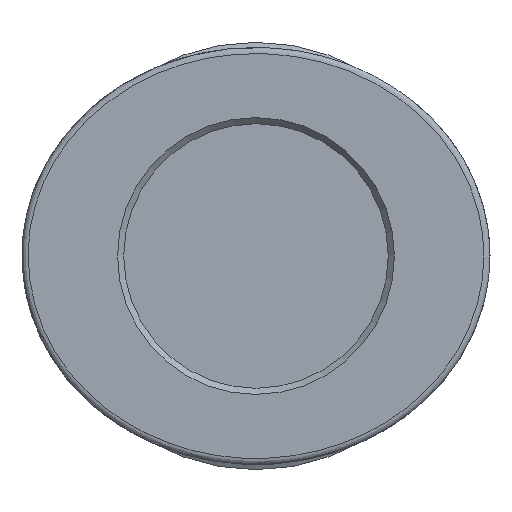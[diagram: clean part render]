
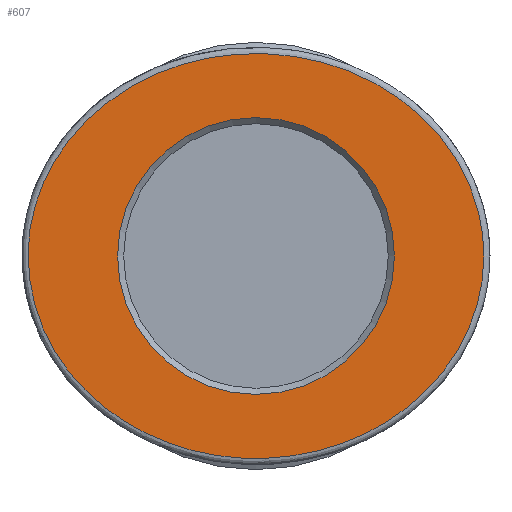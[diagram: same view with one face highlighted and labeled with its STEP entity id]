
A CAD part, left-side view. The second image highlights one B-rep face of the part: STEP entity #607.
In plain terms, the highlighted face is planar.
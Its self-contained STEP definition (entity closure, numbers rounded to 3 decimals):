
#565=CARTESIAN_POINT('',(6.8,5.,0.));
#566=VERTEX_POINT('',#565);
#567=CARTESIAN_POINT('',(0.,5.0,0.0));
#568=DIRECTION('',(0.0,1.0,0.0));
#569=DIRECTION('',(-1.0,0.0,0.0));
#570=AXIS2_PLACEMENT_3D('',#567,#568,#569);
#571=CIRCLE('',#570,6.8);
#572=EDGE_CURVE('',#566,#566,#571,.T.);
#577=CARTESIAN_POINT('',(0.,5.0,0.));
#578=DIRECTION('',(0.0,-1.0,0.0));
#579=DIRECTION('',(0.0,0.0,-1.0));
#580=AXIS2_PLACEMENT_3D('',#577,#578,#579);
#581=PLANE('',#580);
#582=CARTESIAN_POINT('',(11.2,5.,0.));
#583=VERTEX_POINT('',#582);
#584=CARTESIAN_POINT('',(11.201,5.,0.));
#585=CARTESIAN_POINT('',(11.201,5.,1.58));
#586=CARTESIAN_POINT('',(10.318,5.,4.741));
#587=CARTESIAN_POINT('',(5.775,5.,9.406));
#588=CARTESIAN_POINT('',(-0.931,5.,10.629));
#589=CARTESIAN_POINT('',(-6.906,5.,8.233));
#590=CARTESIAN_POINT('',(-10.712,5.,4.355));
#591=CARTESIAN_POINT('',(-11.642,5.,-0.596));
#592=CARTESIAN_POINT('',(-9.736,5.,-5.64));
#593=CARTESIAN_POINT('',(-6.433,5.,-8.538));
#594=CARTESIAN_POINT('',(-0.366,5.,-10.522));
#595=CARTESIAN_POINT('',(5.772,5.,-9.409));
#596=CARTESIAN_POINT('',(10.319,5.,-4.74));
#597=CARTESIAN_POINT('',(11.201,5.,-1.58));
#598=CARTESIAN_POINT('',(11.201,5.,0.));
#599=B_SPLINE_CURVE_WITH_KNOTS('',3,(#584,#585,#586,#587,#588,#589,#590,#591,#592,#593,#594,#595,#596,#597,#598),.UNSPECIFIED.,.T.,.U.,(4,1,1,1,1,1,1,1,1,1,1,1,4),(-3.142,-2.693,-2.244,-1.346,-0.898,-0.449,0.15,0.449,1.047,1.346,2.244,2.693,3.142),.UNSPECIFIED.);
#600=EDGE_CURVE('',#583,#583,#599,.T.);
#601=ORIENTED_EDGE('',*,*,#600,.F.);
#602=EDGE_LOOP('',(#601));
#603=FACE_OUTER_BOUND('',#602,.T.);
#604=ORIENTED_EDGE('',*,*,#572,.F.);
#605=EDGE_LOOP('',(#604));
#606=FACE_BOUND('',#605,.T.);
#607=ADVANCED_FACE('',(#603,#606),#581,.F.);
